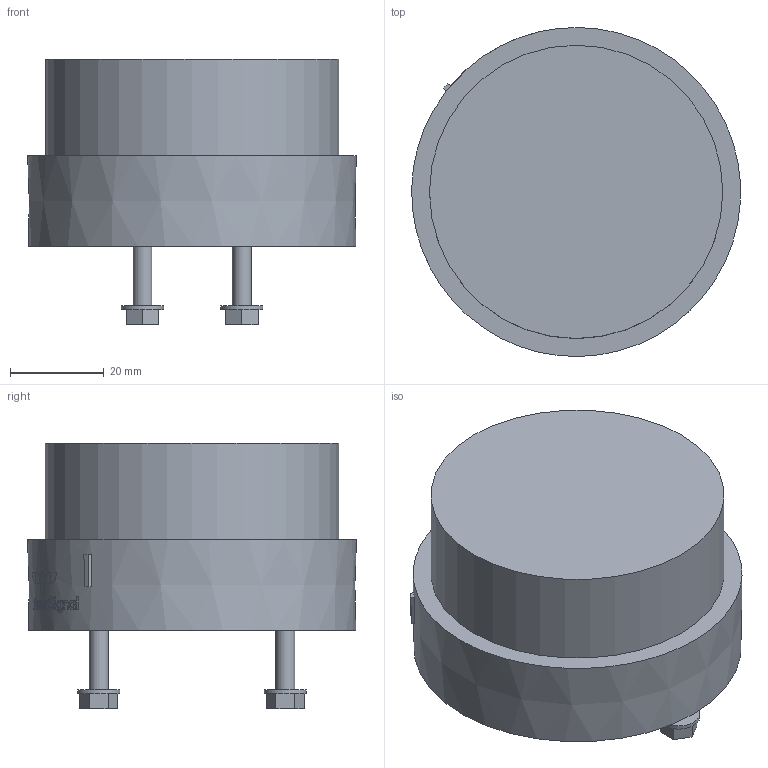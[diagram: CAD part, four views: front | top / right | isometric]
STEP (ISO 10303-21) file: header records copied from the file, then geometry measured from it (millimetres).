
FILE_DESCRIPTION(/* description */ (''),/* implementation_level */ '2;1');
FILE_NAME(/* name */ 'PC7MS_AuerSignal_910720900.stp',/* time_stamp */ '2021-04-16T14:46:24+02:00',/* author */ (''),/* organization */ (''),/* preprocessor_version */ 'ST-DEVELOPER v16',/* originating_system */ 'SIEMENS PLM Software NX 10.0',/* authorisation */ '');
FILE_SCHEMA (('AUTOMOTIVE_DESIGN { 1 0 10303 214 3 1 1 1 }'));
Length unit declared in the file: millimetre
Products named in the file (1): P.Ge4820B1C2nfpe
Bounding box: 69.97 x 70.03 x 56.45 mm (x, y, z)
Volume: 135682.3 mm3; surface area: 17183.9 mm2
Topology: 3 solids, 3 shells, 67 faces, 218 edges, 187 vertices
Faces by surface type: cone 29, plane 26, cylinder 10, bspline 2
Full cylindrical faces by diameter (mm): 3.3 x2, 4 x2, 4.3 x2, 9 x2, 19 x1, 62.434 x1
Entity records: 3608 total; most frequent: CARTESIAN_POINT 1599, ORIENTED_EDGE 394, DIRECTION 302, EDGE_CURVE 197, VERTEX_POINT 181, AXIS2_PLACEMENT_3D 133, EDGE_LOOP 116, B_SPLINE_CURVE_WITH_KNOTS 94
